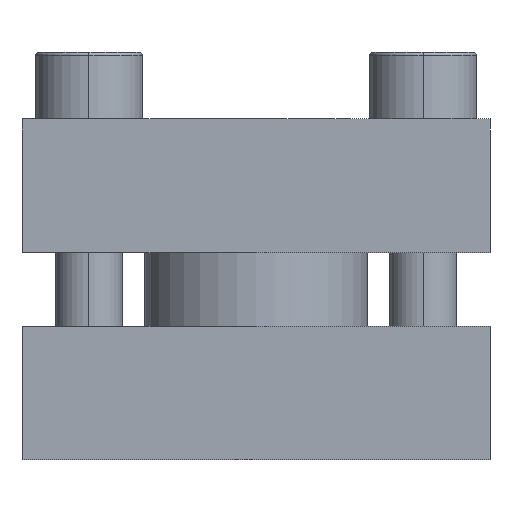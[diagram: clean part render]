
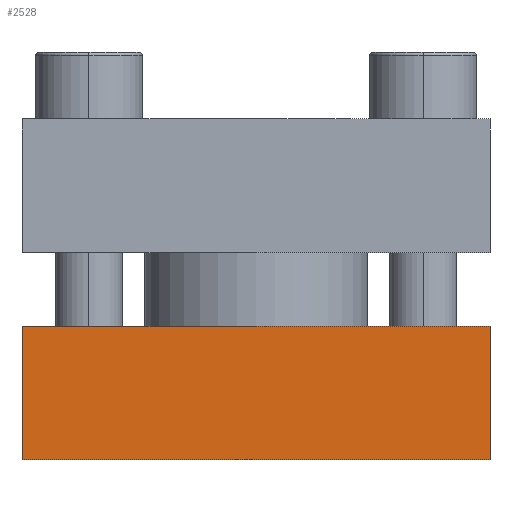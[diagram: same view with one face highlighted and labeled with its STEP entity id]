
A CAD part, front view. The second image highlights one B-rep face of the part: STEP entity #2528.
In plain terms, the highlighted face is planar.
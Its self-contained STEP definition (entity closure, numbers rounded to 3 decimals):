
#150 = FACE_OUTER_BOUND ( 'NONE', #3386, .T. ) ;
#410 = ORIENTED_EDGE ( 'NONE', *, *, #7104, .T. ) ;
#585 = CARTESIAN_POINT ( 'NONE',  ( 310., 20., 35. ) ) ;
#1537 = LINE ( 'NONE', #3613, #3438 ) ;
#1763 = DIRECTION ( 'NONE',  ( -1., 0., 0. ) ) ;
#2395 = EDGE_CURVE ( 'NONE', #7288, #4300, #1537, .T. ) ;
#2405 = CARTESIAN_POINT ( 'NONE',  ( 310., 0., -35. ) ) ;
#2490 = DIRECTION ( 'NONE',  ( 0., 0., 1. ) ) ;
#2528 = ADVANCED_FACE ( 'NONE', ( #150 ), #7662, .F. ) ;
#2799 = EDGE_CURVE ( 'NONE', #4300, #7582, #3348, .T. ) ;
#3348 = LINE ( 'NONE', #9315, #4334 ) ;
#3386 = EDGE_LOOP ( 'NONE', ( #410, #4558, #7963, #9006 ) ) ;
#3438 = VECTOR ( 'NONE', #4354, 1000. ) ;
#3613 = CARTESIAN_POINT ( 'NONE',  ( 310., 20., 35. ) ) ;
#4041 = DIRECTION ( 'NONE',  ( 0., 0., -1. ) ) ;
#4300 = VERTEX_POINT ( 'NONE', #8553 ) ;
#4334 = VECTOR ( 'NONE', #5605, 1000. ) ;
#4354 = DIRECTION ( 'NONE',  ( 0., 0., -1. ) ) ;
#4558 = ORIENTED_EDGE ( 'NONE', *, *, #2799, .F. ) ;
#4597 = CARTESIAN_POINT ( 'NONE',  ( 310., 20., 35. ) ) ;
#5605 = DIRECTION ( 'NONE',  ( 0., -1., 0. ) ) ;
#6328 = LINE ( 'NONE', #9316, #9200 ) ;
#6394 = EDGE_CURVE ( 'NONE', #7288, #9186, #8007, .T. ) ;
#7104 = EDGE_CURVE ( 'NONE', #9186, #7582, #6328, .T. ) ;
#7288 = VERTEX_POINT ( 'NONE', #8197 ) ;
#7582 = VERTEX_POINT ( 'NONE', #2405 ) ;
#7662 = PLANE ( 'NONE',  #9304 ) ;
#7963 = ORIENTED_EDGE ( 'NONE', *, *, #2395, .F. ) ;
#8007 = LINE ( 'NONE', #585, #8569 ) ;
#8022 = CARTESIAN_POINT ( 'NONE',  ( 310., 0., 35. ) ) ;
#8197 = CARTESIAN_POINT ( 'NONE',  ( 310., 20., 35. ) ) ;
#8553 = CARTESIAN_POINT ( 'NONE',  ( 310., 20., -35. ) ) ;
#8569 = VECTOR ( 'NONE', #8627, 1000. ) ;
#8627 = DIRECTION ( 'NONE',  ( 0., -1., 0. ) ) ;
#9006 = ORIENTED_EDGE ( 'NONE', *, *, #6394, .T. ) ;
#9186 = VERTEX_POINT ( 'NONE', #8022 ) ;
#9200 = VECTOR ( 'NONE', #4041, 1000. ) ;
#9304 = AXIS2_PLACEMENT_3D ( 'NONE', #4597, #1763, #2490 ) ;
#9315 = CARTESIAN_POINT ( 'NONE',  ( 310., 20., -35. ) ) ;
#9316 = CARTESIAN_POINT ( 'NONE',  ( 310., 0., 35. ) ) ;
